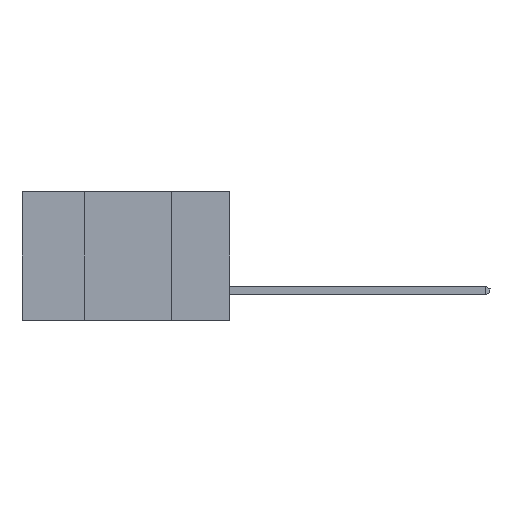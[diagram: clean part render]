
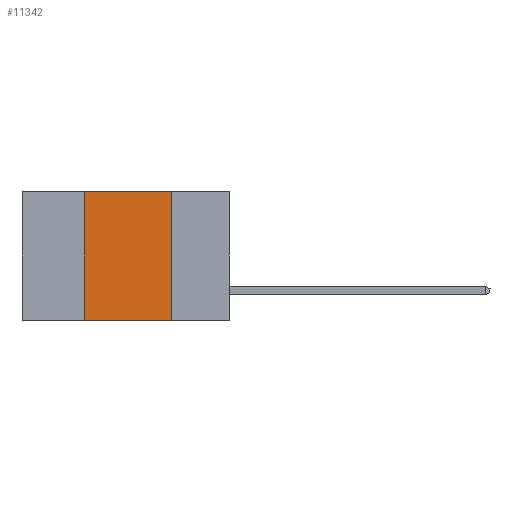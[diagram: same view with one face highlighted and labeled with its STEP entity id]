
A CAD part, left-side view. The second image highlights one B-rep face of the part: STEP entity #11342.
In plain terms, the highlighted planar face has unit normal (-1, 0, 0).
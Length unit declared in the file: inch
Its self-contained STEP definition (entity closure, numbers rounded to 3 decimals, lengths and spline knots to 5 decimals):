
#271 = ORIENTED_EDGE ( 'NONE', *, *, #4258, .F. ) ;
#678 = CARTESIAN_POINT ( 'NONE',  ( 0., 0.42, -0.37 ) ) ;
#2204 = VERTEX_POINT ( 'NONE', #7789 ) ;
#2542 = VERTEX_POINT ( 'NONE', #9061 ) ;
#3047 = VERTEX_POINT ( 'NONE', #678 ) ;
#3277 = DIRECTION ( 'NONE',  ( 0., 0., 1. ) ) ;
#3459 = VECTOR ( 'NONE', #4993, 39.37008 ) ;
#3821 = PLANE ( 'NONE',  #7088 ) ;
#4028 = ORIENTED_EDGE ( 'NONE', *, *, #17832, .F. ) ;
#4258 = EDGE_CURVE ( 'NONE', #9077, #2204, #11028, .T. ) ;
#4726 = VECTOR ( 'NONE', #3277, 39.37008 ) ;
#4993 = DIRECTION ( 'NONE',  ( 0., -1., 0. ) ) ;
#5005 = VECTOR ( 'NONE', #12200, 39.37008 ) ;
#5944 = VECTOR ( 'NONE', #10363, 39.37008 ) ;
#6818 = EDGE_CURVE ( 'NONE', #3047, #9077, #10605, .T. ) ;
#7088 = AXIS2_PLACEMENT_3D ( 'NONE', #19236, #17418, #13146 ) ;
#7789 = CARTESIAN_POINT ( 'NONE',  ( 0., 0.17, 0. ) ) ;
#8583 = ORIENTED_EDGE ( 'NONE', *, *, #6818, .F. ) ;
#9061 = CARTESIAN_POINT ( 'NONE',  ( 0., 0.17, -0.37 ) ) ;
#9077 = VERTEX_POINT ( 'NONE', #11963 ) ;
#9873 = EDGE_LOOP ( 'NONE', ( #4028, #271, #8583, #15668 ) ) ;
#10363 = DIRECTION ( 'NONE',  ( 0., 0., -1. ) ) ;
#10605 = LINE ( 'NONE', #15216, #4726 ) ;
#11028 = LINE ( 'NONE', #15531, #3459 ) ;
#11342 = ADVANCED_FACE ( 'NONE', ( #11347 ), #3821, .F. ) ;
#11347 = FACE_OUTER_BOUND ( 'NONE', #9873, .T. ) ;
#11963 = CARTESIAN_POINT ( 'NONE',  ( 0., 0.42, 0. ) ) ;
#12075 = CARTESIAN_POINT ( 'NONE',  ( 0., 0.17, -0.37 ) ) ;
#12200 = DIRECTION ( 'NONE',  ( 0., -1., 0. ) ) ;
#13146 = DIRECTION ( 'NONE',  ( 0., 0., -1. ) ) ;
#15216 = CARTESIAN_POINT ( 'NONE',  ( 0., 0.42, -0.37 ) ) ;
#15531 = CARTESIAN_POINT ( 'NONE',  ( 0., 0.6, 0. ) ) ;
#15668 = ORIENTED_EDGE ( 'NONE', *, *, #18671, .T. ) ;
#17418 = DIRECTION ( 'NONE',  ( 1., 0., 0. ) ) ;
#17832 = EDGE_CURVE ( 'NONE', #2204, #2542, #19458, .T. ) ;
#18379 = CARTESIAN_POINT ( 'NONE',  ( 0., 0.6, -0.37 ) ) ;
#18671 = EDGE_CURVE ( 'NONE', #3047, #2542, #19489, .T. ) ;
#19236 = CARTESIAN_POINT ( 'NONE',  ( 0., 0.6, 0. ) ) ;
#19458 = LINE ( 'NONE', #12075, #5944 ) ;
#19489 = LINE ( 'NONE', #18379, #5005 ) ;
